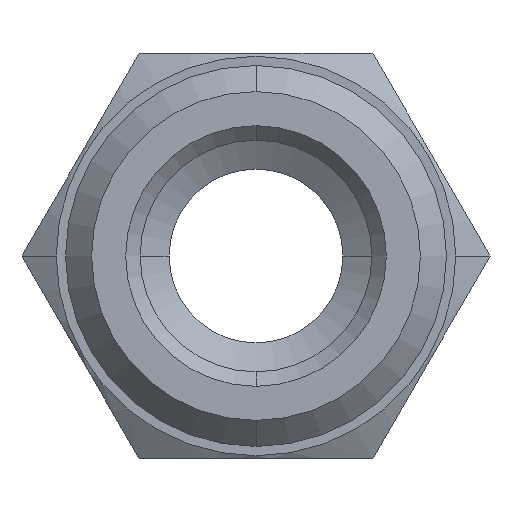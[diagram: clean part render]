
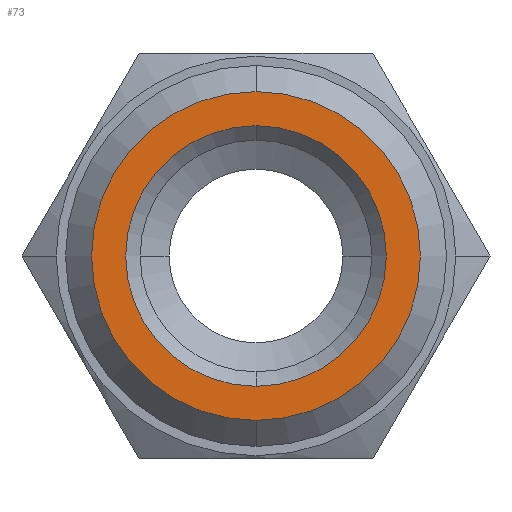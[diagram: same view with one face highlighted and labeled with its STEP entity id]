
A CAD part, front view. The second image highlights one B-rep face of the part: STEP entity #73.
In plain terms, the highlighted planar face has unit normal (0, -1, 0).
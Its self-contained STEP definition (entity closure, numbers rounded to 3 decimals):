
#73=ADVANCED_FACE('',(#174,#175),#176,.T.);
#174=FACE_OUTER_BOUND('',#302,.T.);
#175=FACE_BOUND('',#303,.T.);
#176=PLANE('',#304);
#302=EDGE_LOOP('',(#448,#449,#450));
#303=EDGE_LOOP('',(#451,#452,#453));
#304=AXIS2_PLACEMENT_3D('',#454,#455,#456);
#448=ORIENTED_EDGE('',*,*,#763,.F.);
#449=ORIENTED_EDGE('',*,*,#764,.F.);
#450=ORIENTED_EDGE('',*,*,#765,.F.);
#451=ORIENTED_EDGE('',*,*,#766,.T.);
#452=ORIENTED_EDGE('',*,*,#767,.T.);
#453=ORIENTED_EDGE('',*,*,#768,.T.);
#454=CARTESIAN_POINT('',(0.0,-13.0,0.0));
#455=DIRECTION('',(0.0,-1.0,0.0));
#456=DIRECTION('',(0.0,0.0,-1.0));
#763=EDGE_CURVE('',#910,#911,#912,.T.);
#764=EDGE_CURVE('',#913,#910,#914,.T.);
#765=EDGE_CURVE('',#911,#913,#915,.T.);
#766=EDGE_CURVE('',#916,#917,#918,.T.);
#767=EDGE_CURVE('',#917,#919,#920,.T.);
#768=EDGE_CURVE('',#919,#916,#921,.T.);
#910=VERTEX_POINT('',#1136);
#911=VERTEX_POINT('',#1137);
#912=CIRCLE('',#1138,5.678);
#913=VERTEX_POINT('',#1139);
#914=CIRCLE('',#1140,5.678);
#915=CIRCLE('',#1141,5.678);
#916=VERTEX_POINT('',#1142);
#917=VERTEX_POINT('',#1143);
#918=CIRCLE('',#1144,4.5);
#919=VERTEX_POINT('',#1145);
#920=CIRCLE('',#1146,4.5);
#921=CIRCLE('',#1147,4.5);
#1136=CARTESIAN_POINT('',(-5.678,-13.,0.0));
#1137=CARTESIAN_POINT('',(0.,-13.,5.678));
#1138=AXIS2_PLACEMENT_3D('',#1409,#1410,#1411);
#1139=CARTESIAN_POINT('',(0.,-13.,-5.678));
#1140=AXIS2_PLACEMENT_3D('',#1412,#1413,#1414);
#1141=AXIS2_PLACEMENT_3D('',#1415,#1416,#1417);
#1142=CARTESIAN_POINT('',(-4.5,-13.0,0.0));
#1143=CARTESIAN_POINT('',(0.,-13.0,4.5));
#1144=AXIS2_PLACEMENT_3D('',#1418,#1419,#1420);
#1145=CARTESIAN_POINT('',(0.,-13.0,-4.5));
#1146=AXIS2_PLACEMENT_3D('',#1421,#1422,#1423);
#1147=AXIS2_PLACEMENT_3D('',#1424,#1425,#1426);
#1409=CARTESIAN_POINT('',(0.,-13.,0.0));
#1410=DIRECTION('',(-0.0,1.0,0.0));
#1411=DIRECTION('',(1.0,0.0,0.0));
#1412=CARTESIAN_POINT('',(0.,-13.,0.0));
#1413=DIRECTION('',(-0.0,1.0,0.0));
#1414=DIRECTION('',(1.0,0.0,0.0));
#1415=CARTESIAN_POINT('',(0.,-13.,0.0));
#1416=DIRECTION('',(-0.0,1.0,0.0));
#1417=DIRECTION('',(1.0,0.0,0.0));
#1418=CARTESIAN_POINT('',(0.,-13.0,0.0));
#1419=DIRECTION('',(0.0,1.0,0.0));
#1420=DIRECTION('',(0.0,0.0,-1.0));
#1421=CARTESIAN_POINT('',(0.,-13.0,0.0));
#1422=DIRECTION('',(0.0,1.0,0.0));
#1423=DIRECTION('',(0.0,0.0,-1.0));
#1424=CARTESIAN_POINT('',(0.,-13.0,0.0));
#1425=DIRECTION('',(0.0,1.0,0.0));
#1426=DIRECTION('',(0.0,0.0,-1.0));
